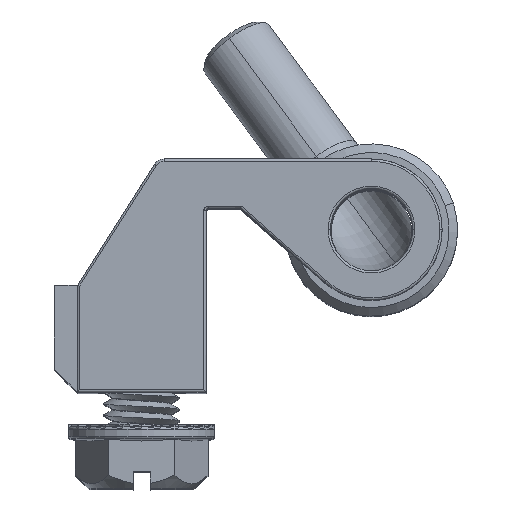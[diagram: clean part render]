
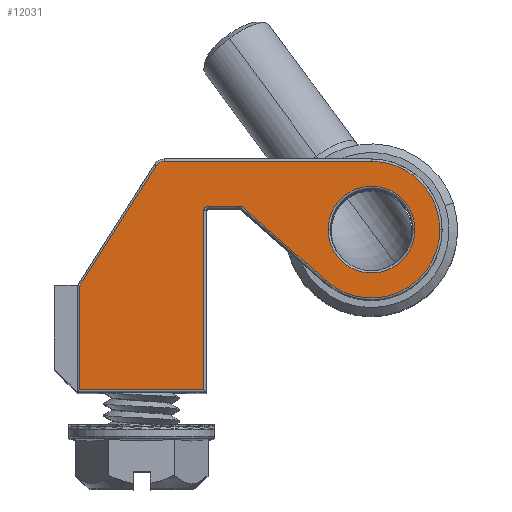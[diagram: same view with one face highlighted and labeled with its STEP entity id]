
A CAD part, top view. The second image highlights one B-rep face of the part: STEP entity #12031.
In plain terms, the highlighted planar face has unit normal (0, 0, 1).
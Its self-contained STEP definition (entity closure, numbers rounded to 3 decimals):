
#204 = CIRCLE ( 'NONE', #12307, 3.775 ) ;
#377 = CARTESIAN_POINT ( 'NONE',  ( 11.4, 16.2, 37. ) ) ;
#421 = CARTESIAN_POINT ( 'NONE',  ( 14.2, 16.2, 37. ) ) ;
#450 = DIRECTION ( 'NONE',  ( 0., 0., 1. ) ) ;
#712 = DIRECTION ( 'NONE',  ( -1., 0., 0. ) ) ;
#723 = EDGE_CURVE ( 'NONE', #9168, #7265, #7466, .T. ) ;
#942 = EDGE_CURVE ( 'NONE', #10447, #9661, #5488, .T. ) ;
#1245 = CARTESIAN_POINT ( 'NONE',  ( 11., 15.8, 37. ) ) ;
#1284 = VECTOR ( 'NONE', #8194, 1000. ) ;
#1467 = DIRECTION ( 'NONE',  ( 1., 0., 0. ) ) ;
#1596 = VERTEX_POINT ( 'NONE', #6446 ) ;
#1725 = AXIS2_PLACEMENT_3D ( 'NONE', #6205, #5331, #3123 ) ;
#1814 = VECTOR ( 'NONE', #12602, 1000. ) ;
#1853 = EDGE_CURVE ( 'NONE', #2390, #6349, #10514, .T. ) ;
#1877 = CARTESIAN_POINT ( 'NONE',  ( 11.4, 15.8, 37. ) ) ;
#2095 = ORIENTED_EDGE ( 'NONE', *, *, #942, .T. ) ;
#2197 = ORIENTED_EDGE ( 'NONE', *, *, #9559, .F. ) ;
#2233 = DIRECTION ( 'NONE',  ( 1., 0., 0. ) ) ;
#2351 = CARTESIAN_POINT ( 'NONE',  ( 0.2, 0., 37. ) ) ;
#2390 = VERTEX_POINT ( 'NONE', #377 ) ;
#2468 = ORIENTED_EDGE ( 'NONE', *, *, #723, .T. ) ;
#2506 = PLANE ( 'NONE',  #6624 ) ;
#2593 = ORIENTED_EDGE ( 'NONE', *, *, #11983, .T. ) ;
#2635 = ORIENTED_EDGE ( 'NONE', *, *, #8404, .T. ) ;
#2724 = VERTEX_POINT ( 'NONE', #1245 ) ;
#2787 = EDGE_CURVE ( 'NONE', #6349, #10447, #10618, .T. ) ;
#3010 = LINE ( 'NONE', #5069, #1284 ) ;
#3123 = DIRECTION ( 'NONE',  ( 1., 0., 0. ) ) ;
#3158 = AXIS2_PLACEMENT_3D ( 'NONE', #3229, #450, #2233 ) ;
#3229 = CARTESIAN_POINT ( 'NONE',  ( 25.6, 14.15, 37. ) ) ;
#3354 = EDGE_CURVE ( 'NONE', #8200, #2724, #11920, .T. ) ;
#3430 = EDGE_CURVE ( 'NONE', #4470, #1596, #9241, .T. ) ;
#3643 = DIRECTION ( 'NONE',  ( 1., 0., 0. ) ) ;
#3891 = CARTESIAN_POINT ( 'NONE',  ( 11., 0.2, 37. ) ) ;
#4118 = ORIENTED_EDGE ( 'NONE', *, *, #11469, .T. ) ;
#4236 = DIRECTION ( 'NONE',  ( 1., 0., 0. ) ) ;
#4271 = VECTOR ( 'NONE', #11611, 1000. ) ;
#4340 = DIRECTION ( 'NONE',  ( 1., 0., 0. ) ) ;
#4374 = LINE ( 'NONE', #8440, #4271 ) ;
#4376 = CARTESIAN_POINT ( 'NONE',  ( 21.666, 9.686, 37. ) ) ;
#4465 = DIRECTION ( 'NONE',  ( 0., 0., 1. ) ) ;
#4470 = VERTEX_POINT ( 'NONE', #5315 ) ;
#4699 = CARTESIAN_POINT ( 'NONE',  ( 7.549, 20.1, 37. ) ) ;
#4707 = LINE ( 'NONE', #11879, #8537 ) ;
#4722 = ORIENTED_EDGE ( 'NONE', *, *, #12024, .T. ) ;
#4984 = CARTESIAN_POINT ( 'NONE',  ( 25.6, 20.1, 37. ) ) ;
#5069 = CARTESIAN_POINT ( 'NONE',  ( 11.2, 0.2, 37. ) ) ;
#5209 = AXIS2_PLACEMENT_3D ( 'NONE', #8351, #7490, #12398 ) ;
#5250 = VECTOR ( 'NONE', #12492, 1000. ) ;
#5295 = VECTOR ( 'NONE', #9468, 1000. ) ;
#5315 = CARTESIAN_POINT ( 'NONE',  ( 21.825, 14.15, 37. ) ) ;
#5331 = DIRECTION ( 'NONE',  ( 0., 0., 1. ) ) ;
#5411 = LINE ( 'NONE', #2351, #5295 ) ;
#5488 = CIRCLE ( 'NONE', #12921, 5.95 ) ;
#5536 = ORIENTED_EDGE ( 'NONE', *, *, #7979, .T. ) ;
#5614 = ORIENTED_EDGE ( 'NONE', *, *, #3354, .T. ) ;
#5776 = FACE_BOUND ( 'NONE', #12902, .T. ) ;
#5788 = CARTESIAN_POINT ( 'NONE',  ( 21.666, 9.686, 37. ) ) ;
#5851 = CARTESIAN_POINT ( 'NONE',  ( 6.874, 19.73, 37. ) ) ;
#5947 = DIRECTION ( 'NONE',  ( 0., 0., 1. ) ) ;
#6205 = CARTESIAN_POINT ( 'NONE',  ( 7.549, 19.3, 37. ) ) ;
#6254 = EDGE_CURVE ( 'NONE', #1596, #4470, #204, .T. ) ;
#6349 = VERTEX_POINT ( 'NONE', #10748 ) ;
#6405 = CARTESIAN_POINT ( 'NONE',  ( 31.55, 14.15, 37. ) ) ;
#6446 = CARTESIAN_POINT ( 'NONE',  ( 29.375, 14.15, 37. ) ) ;
#6624 = AXIS2_PLACEMENT_3D ( 'NONE', #12756, #11817, #3643 ) ;
#6754 = CARTESIAN_POINT ( 'NONE',  ( 0.2, 0.2, 37. ) ) ;
#6816 = ORIENTED_EDGE ( 'NONE', *, *, #6254, .T. ) ;
#6879 = DIRECTION ( 'NONE',  ( 1., 0., 0. ) ) ;
#7265 = VERTEX_POINT ( 'NONE', #5851 ) ;
#7350 = ORIENTED_EDGE ( 'NONE', *, *, #3430, .T. ) ;
#7352 = CARTESIAN_POINT ( 'NONE',  ( 11., 16., 37. ) ) ;
#7466 = CIRCLE ( 'NONE', #1725, 0.8 ) ;
#7490 = DIRECTION ( 'NONE',  ( 0., 0., -1. ) ) ;
#7772 = FACE_OUTER_BOUND ( 'NONE', #8014, .T. ) ;
#7979 = EDGE_CURVE ( 'NONE', #9661, #10041, #8911, .T. ) ;
#8014 = EDGE_LOOP ( 'NONE', ( #9702, #11585, #2095, #5536, #4722, #2468, #2593, #2635, #4118, #5614, #2197 ) ) ;
#8194 = DIRECTION ( 'NONE',  ( 1., 0., 0. ) ) ;
#8200 = VERTEX_POINT ( 'NONE', #3891 ) ;
#8351 = CARTESIAN_POINT ( 'NONE',  ( 25.6, 14.15, 37. ) ) ;
#8404 = EDGE_CURVE ( 'NONE', #10912, #11306, #5411, .T. ) ;
#8440 = CARTESIAN_POINT ( 'NONE',  ( 0.169, 9.193, 37. ) ) ;
#8537 = VECTOR ( 'NONE', #712, 1000. ) ;
#8911 = CIRCLE ( 'NONE', #3158, 5.95 ) ;
#9168 = VERTEX_POINT ( 'NONE', #4699 ) ;
#9241 = CIRCLE ( 'NONE', #5209, 3.775 ) ;
#9289 = CARTESIAN_POINT ( 'NONE',  ( 25.6, 14.15, 37. ) ) ;
#9468 = DIRECTION ( 'NONE',  ( 0., -1., 0. ) ) ;
#9559 = EDGE_CURVE ( 'NONE', #2390, #2724, #12109, .T. ) ;
#9661 = VERTEX_POINT ( 'NONE', #6405 ) ;
#9702 = ORIENTED_EDGE ( 'NONE', *, *, #1853, .T. ) ;
#10041 = VERTEX_POINT ( 'NONE', #4984 ) ;
#10447 = VERTEX_POINT ( 'NONE', #5788 ) ;
#10514 = LINE ( 'NONE', #421, #12435 ) ;
#10567 = CARTESIAN_POINT ( 'NONE',  ( 25.6, 14.15, 37. ) ) ;
#10618 = LINE ( 'NONE', #4376, #5250 ) ;
#10748 = CARTESIAN_POINT ( 'NONE',  ( 14.276, 16.2, 37. ) ) ;
#10838 = AXIS2_PLACEMENT_3D ( 'NONE', #1877, #5947, #6879 ) ;
#10912 = VERTEX_POINT ( 'NONE', #11875 ) ;
#11306 = VERTEX_POINT ( 'NONE', #6754 ) ;
#11469 = EDGE_CURVE ( 'NONE', #11306, #8200, #3010, .T. ) ;
#11585 = ORIENTED_EDGE ( 'NONE', *, *, #2787, .T. ) ;
#11611 = DIRECTION ( 'NONE',  ( -0.537, -0.844, 0. ) ) ;
#11817 = DIRECTION ( 'NONE',  ( 0., 0., 1. ) ) ;
#11875 = CARTESIAN_POINT ( 'NONE',  ( 0.2, 9.242, 37. ) ) ;
#11879 = CARTESIAN_POINT ( 'NONE',  ( 7.549, 20.1, 37. ) ) ;
#11920 = LINE ( 'NONE', #7352, #1814 ) ;
#11983 = EDGE_CURVE ( 'NONE', #7265, #10912, #4374, .T. ) ;
#12024 = EDGE_CURVE ( 'NONE', #10041, #9168, #4707, .T. ) ;
#12031 = ADVANCED_FACE ( 'NONE', ( #5776, #7772 ), #2506, .T. ) ;
#12109 = CIRCLE ( 'NONE', #10838, 0.4 ) ;
#12307 = AXIS2_PLACEMENT_3D ( 'NONE', #9289, #12983, #4236 ) ;
#12398 = DIRECTION ( 'NONE',  ( 1., 0., 0. ) ) ;
#12435 = VECTOR ( 'NONE', #4340, 1000. ) ;
#12492 = DIRECTION ( 'NONE',  ( 0.75, -0.661, 0. ) ) ;
#12602 = DIRECTION ( 'NONE',  ( 0., 1., 0. ) ) ;
#12756 = CARTESIAN_POINT ( 'NONE',  ( 25.6, 14.15, 37. ) ) ;
#12902 = EDGE_LOOP ( 'NONE', ( #6816, #7350 ) ) ;
#12921 = AXIS2_PLACEMENT_3D ( 'NONE', #10567, #4465, #1467 ) ;
#12983 = DIRECTION ( 'NONE',  ( 0., 0., -1. ) ) ;
